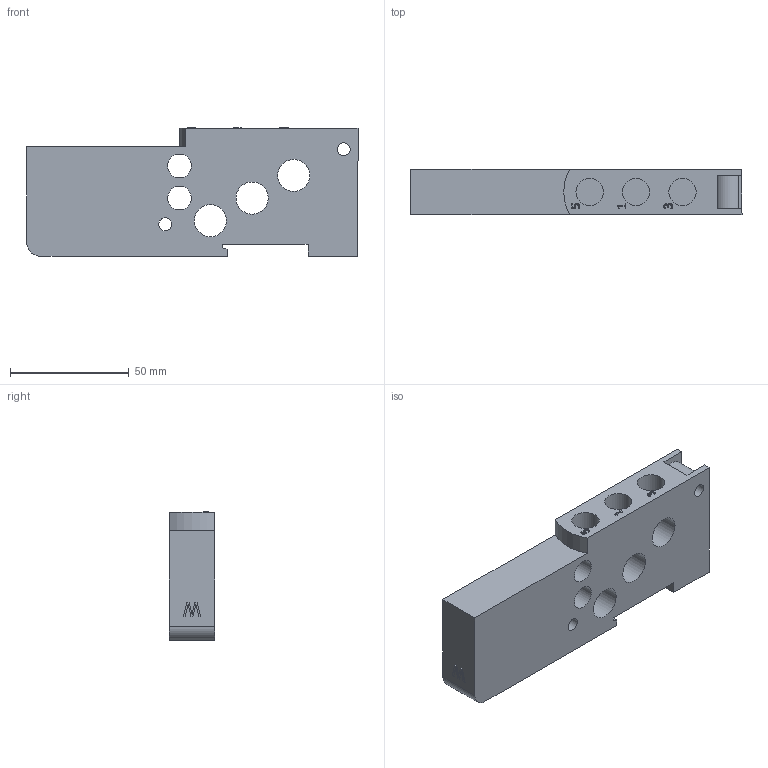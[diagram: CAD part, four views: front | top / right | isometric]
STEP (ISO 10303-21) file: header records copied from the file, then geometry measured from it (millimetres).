
FILE_DESCRIPTION(/* description */ ('Unknown'),/* implementation_level */ '2;1');
FILE_NAME(/* name */ '2540_10',/* time_stamp */ '2021-02-24T09:24:37-05:00',/* author */ ('Unknown'),/* organization */ ('Unknown'),/* preprocessor_version */ 'ST-DEVELOPER v16.7',/* originating_system */ 'Solid Edge',/* authorisation */ 'Unknown');
FILE_SCHEMA (('AUTOMOTIVE_DESIGN {1 0 10303 214 3 1 1}'));
Length unit declared in the file: millimetre
Products named in the file (1): 2540_10
Bounding box: 139.5 x 19 x 54.1 mm (x, y, z)
Volume: 112453.8 mm3; surface area: 25746.1 mm2
Topology: 1 solids, 1 shells, 111 faces, 306 edges, 204 vertices
Faces by surface type: plane 64, bspline 32, cylinder 15
Full cylindrical faces by diameter (mm): 5.5 x2, 10 x2, 11.5 x3, 13.5 x3
Entity records: 4535 total; most frequent: CARTESIAN_POINT 1106, ORIENTED_EDGE 592, DIRECTION 420, EDGE_CURVE 296, VERTEX_POINT 204, LINE 200, VECTOR 200, EDGE_LOOP 142
